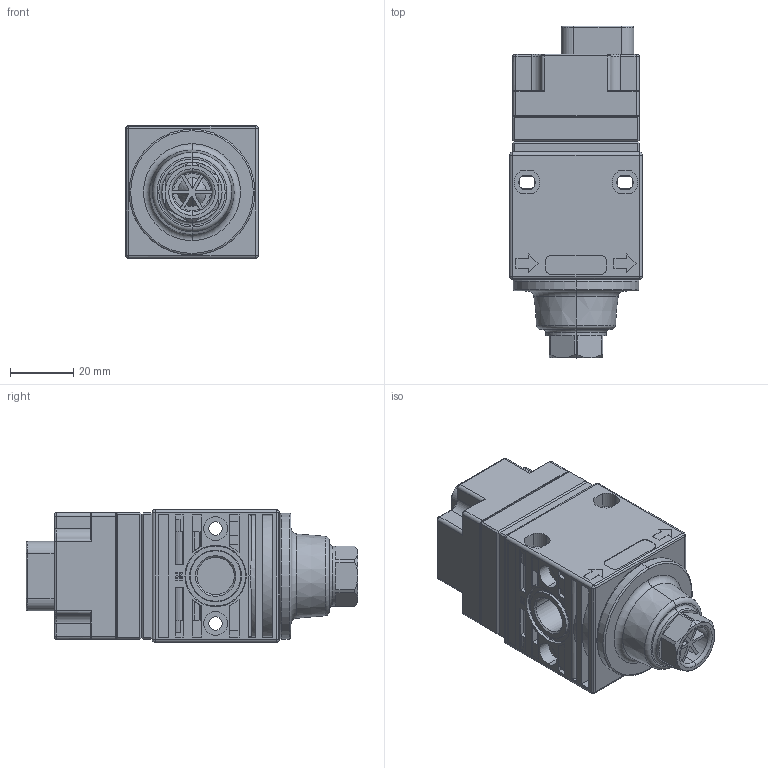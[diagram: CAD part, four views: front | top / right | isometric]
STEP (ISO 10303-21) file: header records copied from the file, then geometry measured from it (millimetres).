
FILE_DESCRIPTION(('STEP AP214'),'1');
FILE_NAME('042 AVP.stp','2018-02-05T08:43:48',(' '),(' '),'Spatial InterOp 3D',' ',' ');
FILE_SCHEMA(('AUTOMOTIVE_DESIGN { 1 0 10303 214 1 1 1 1 }'));
Length unit declared in the file: metre
Products named in the file (1): Volume
Bounding box: 42 x 105 x 42 mm (x, y, z)
Volume: 125560.1 mm3; surface area: 24437 mm2
Topology: 1 solids, 1 shells, 656 faces, 1610 edges, 1003 vertices
Faces by surface type: plane 370, cylinder 166, torus 52, cone 44, extrusion 16, sphere 6, bspline 2
Entity records: 26083 total; most frequent: CARTESIAN_POINT 5216, DIRECTION 3262, ORIENTED_EDGE 3206, EDGE_CURVE 1603, AXIS2_PLACEMENT_3D 1113, VECTOR 1036, LINE 1020, VERTEX_POINT 1003
